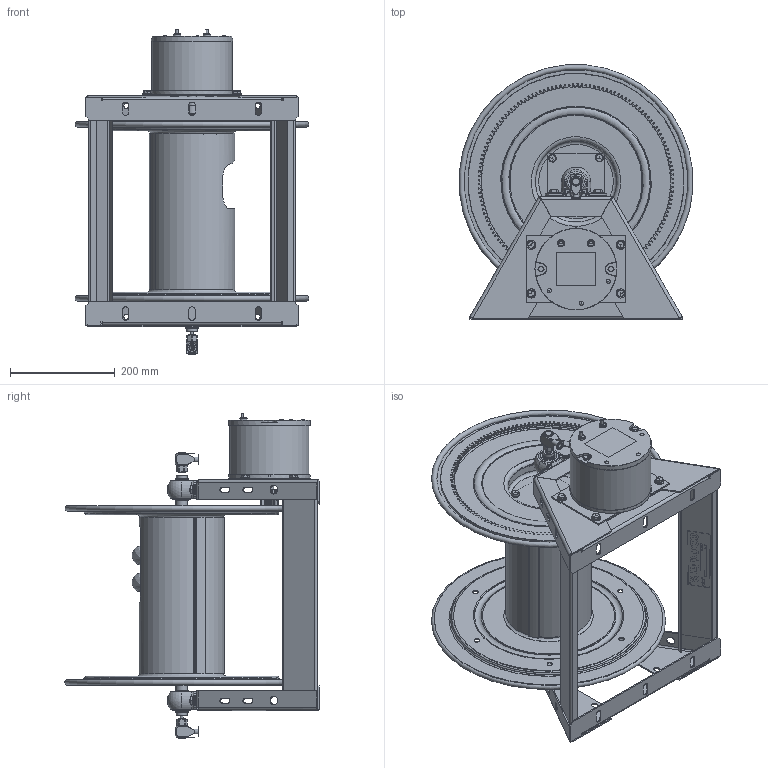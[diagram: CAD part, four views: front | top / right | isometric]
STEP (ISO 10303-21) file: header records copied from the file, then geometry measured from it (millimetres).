
FILE_DESCRIPTION(/* description */ (''),/* implementation_level */ '2;1');
FILE_NAME(/* name */ '1275HPL-A-12-E_SHARED.stp',/* time_stamp */ '2020-03-16T09:26:22-07:00',/* author */ ('NMelton'),/* organization */ (''),/* preprocessor_version */ 'ST-DEVELOPER v17',/* originating_system */ 'Autodesk Inventor 2019',/* authorisation */ '');
FILE_SCHEMA (('AUTOMOTIVE_DESIGN { 1 0 10303 214 3 1 1 }'));
Products named in the file (1): 1275HPL-A-12-E_SHARED
Bounding box: 446.63 x 485.83 x 621.05 mm (x, y, z)
Surface area: 1857597.4 mm2 (no closed solid volume)
Topology: 0 solids, 141 shells, 2809 faces, 9961 edges, 7062 vertices
Faces by surface type: cylinder 1075, plane 932, bspline 316, cone 301, torus 149, sphere 36
Full cylindrical faces by diameter (mm): 1.245 x4, 1.321 x4, 2.54 x1, 3.048 x1, 3.962 x1, 3.975 x2, 4.369 x2, 4.826 x1, 5.08 x2, 6.35 x1, 6.858 x1, 6.985 x4, 7.938 x6, 9.246 x4, 9.347 x2, 10.414 x6, 10.592 x2, 10.795 x2, 11.43 x13, 12.192 x3, 12.7 x4, 12.859 x4, 13.398 x2, 13.843 x2, 13.868 x2, 14.186 x4, 15.875 x3, 16.662 x4, 16.764 x1, 17.615 x8
Entity records: 121962 total; most frequent: CARTESIAN_POINT 39598, ORIENTED_EDGE 15896, DIRECTION 15384, EDGE_CURVE 9898, VERTEX_POINT 7062, AXIS2_PLACEMENT_3D 5611, LINE 4162, VECTOR 4162
